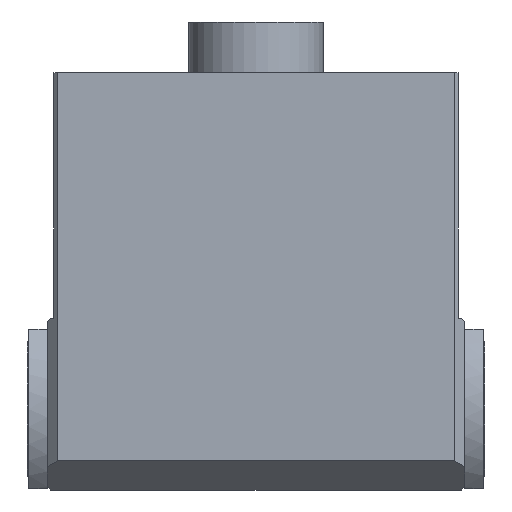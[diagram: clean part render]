
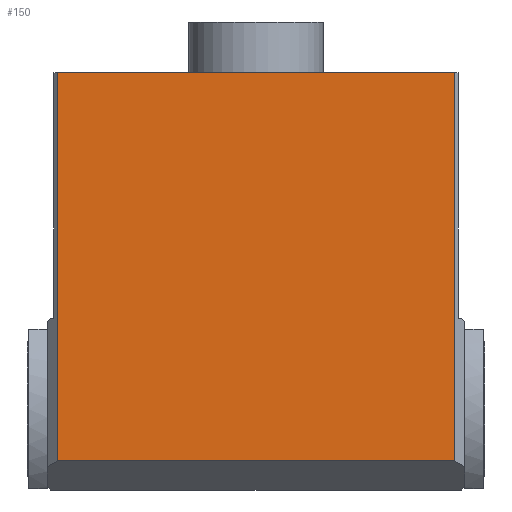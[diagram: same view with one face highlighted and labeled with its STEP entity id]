
A CAD part, front view. The second image highlights one B-rep face of the part: STEP entity #150.
In plain terms, the highlighted planar face has unit normal (0, -1, 0).
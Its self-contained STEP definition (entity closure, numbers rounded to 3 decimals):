
#90=FACE_OUTER_BOUND('',#295,.T.);
#150=ADVANCED_FACE('',(#90),#192,.F.);
#192=PLANE('',#1166);
#295=EDGE_LOOP('',(#688,#689,#690,#691));
#313=LINE('',#1518,#399);
#337=LINE('',#1664,#423);
#370=LINE('',#1820,#456);
#387=LINE('',#1882,#473);
#399=VECTOR('',#1203,1.);
#423=VECTOR('',#1281,1.);
#456=VECTOR('',#1376,1.);
#473=VECTOR('',#1455,1.);
#688=ORIENTED_EDGE('',*,*,#854,.F.);
#689=ORIENTED_EDGE('',*,*,#974,.T.);
#690=ORIENTED_EDGE('',*,*,#896,.F.);
#691=ORIENTED_EDGE('',*,*,#944,.T.);
#760=VERTEX_POINT('',#1517);
#761=VERTEX_POINT('',#1519);
#797=VERTEX_POINT('',#1663);
#798=VERTEX_POINT('',#1665);
#854=EDGE_CURVE('',#760,#761,#313,.T.);
#896=EDGE_CURVE('',#797,#798,#337,.T.);
#944=EDGE_CURVE('',#797,#761,#370,.T.);
#974=EDGE_CURVE('',#760,#798,#387,.T.);
#1166=AXIS2_PLACEMENT_3D('',#1883,#1456,#1457);
#1203=DIRECTION('',(-1.,0.,0.));
#1281=DIRECTION('',(1.,0.,0.));
#1376=DIRECTION('',(0.,0.,-1.));
#1455=DIRECTION('',(0.,0.,1.));
#1456=DIRECTION('',(0.,1.,0.));
#1457=DIRECTION('',(1.,0.,0.));
#1517=CARTESIAN_POINT('',(59.,-38.7,-115.34));
#1518=CARTESIAN_POINT('',(-62.,-38.7,-115.34));
#1519=CARTESIAN_POINT('',(-59.,-38.7,-115.34));
#1663=CARTESIAN_POINT('',(-59.,-38.7,0.));
#1664=CARTESIAN_POINT('',(60.,-38.7,0.));
#1665=CARTESIAN_POINT('',(59.,-38.7,0.));
#1820=CARTESIAN_POINT('',(-59.,-38.7,-115.34));
#1882=CARTESIAN_POINT('',(59.,-38.7,-74.));
#1883=CARTESIAN_POINT('',(-62.,-38.7,-73.));
